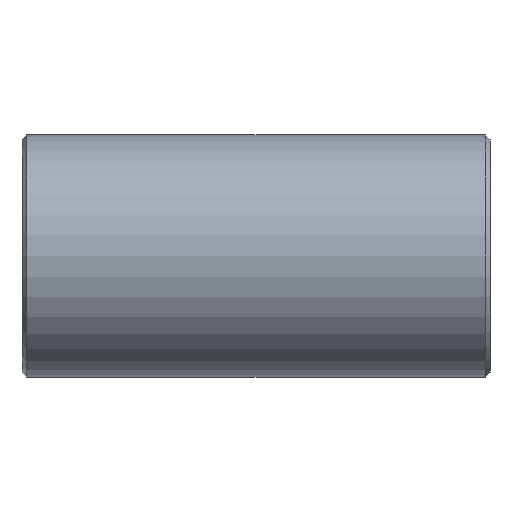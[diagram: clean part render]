
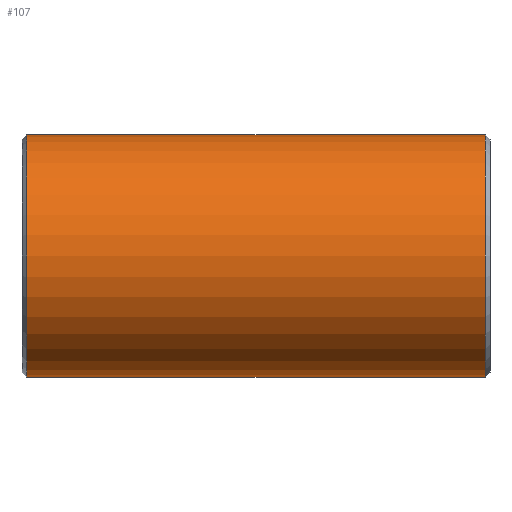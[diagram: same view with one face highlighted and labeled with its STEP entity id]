
A CAD part, front view. The second image highlights one B-rep face of the part: STEP entity #107.
In plain terms, the highlighted cylindrical face has radius 44.45 mm (diameter 88.9 mm), a partial arc.
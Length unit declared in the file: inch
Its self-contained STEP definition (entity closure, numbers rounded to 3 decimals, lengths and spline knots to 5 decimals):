
#3 = EDGE_LOOP ( 'NONE', ( #410, #58, #232, #65 ) ) ;
#41 = CARTESIAN_POINT ( 'NONE',  ( 3.38, 0., 0. ) ) ;
#42 = DIRECTION ( 'NONE',  ( -1., 0., 0. ) ) ;
#58 = ORIENTED_EDGE ( 'NONE', *, *, #589, .T. ) ;
#64 = LINE ( 'NONE', #702, #281 ) ;
#65 = ORIENTED_EDGE ( 'NONE', *, *, #100, .T. ) ;
#70 = VERTEX_POINT ( 'NONE', #555 ) ;
#95 = DIRECTION ( 'NONE',  ( -1., 0., 0. ) ) ;
#100 = EDGE_CURVE ( 'NONE', #613, #574, #297, .T. ) ;
#107 = ADVANCED_FACE ( 'NONE', ( #339 ), #276, .T. ) ;
#120 = DIRECTION ( 'NONE',  ( -1., 0., 0. ) ) ;
#166 = DIRECTION ( 'NONE',  ( 0., 0., 1. ) ) ;
#170 = DIRECTION ( 'NONE',  ( -1., 0., 0. ) ) ;
#225 = VERTEX_POINT ( 'NONE', #450 ) ;
#232 = ORIENTED_EDGE ( 'NONE', *, *, #280, .T. ) ;
#238 = CARTESIAN_POINT ( 'NONE',  ( 3.38, 0., -1.75 ) ) ;
#249 = AXIS2_PLACEMENT_3D ( 'NONE', #41, #42, #754 ) ;
#276 = CYLINDRICAL_SURFACE ( 'NONE', #249, 1.75 ) ;
#280 = EDGE_CURVE ( 'NONE', #225, #613, #64, .T. ) ;
#281 = VECTOR ( 'NONE', #170, 39.37008 ) ;
#290 = DIRECTION ( 'NONE',  ( 0., 0., -1. ) ) ;
#297 = CIRCLE ( 'NONE', #481, 1.75 ) ;
#339 = FACE_OUTER_BOUND ( 'NONE', #3, .T. ) ;
#363 = AXIS2_PLACEMENT_3D ( 'NONE', #417, #120, #290 ) ;
#410 = ORIENTED_EDGE ( 'NONE', *, *, #476, .F. ) ;
#412 = CARTESIAN_POINT ( 'NONE',  ( -3.308, 0., -1.75 ) ) ;
#417 = CARTESIAN_POINT ( 'NONE',  ( 3.308, 0., 0. ) ) ;
#450 = CARTESIAN_POINT ( 'NONE',  ( 3.308, 0., 1.75 ) ) ;
#467 = VECTOR ( 'NONE', #95, 39.37008 ) ;
#476 = EDGE_CURVE ( 'NONE', #70, #574, #592, .T. ) ;
#481 = AXIS2_PLACEMENT_3D ( 'NONE', #565, #566, #166 ) ;
#555 = CARTESIAN_POINT ( 'NONE',  ( 3.308, 0., -1.75 ) ) ;
#565 = CARTESIAN_POINT ( 'NONE',  ( -3.308, 0., 0. ) ) ;
#566 = DIRECTION ( 'NONE',  ( 1., 0., 0. ) ) ;
#574 = VERTEX_POINT ( 'NONE', #412 ) ;
#579 = CIRCLE ( 'NONE', #363, 1.75 ) ;
#589 = EDGE_CURVE ( 'NONE', #70, #225, #579, .T. ) ;
#592 = LINE ( 'NONE', #238, #467 ) ;
#594 = CARTESIAN_POINT ( 'NONE',  ( -3.308, 0., 1.75 ) ) ;
#613 = VERTEX_POINT ( 'NONE', #594 ) ;
#702 = CARTESIAN_POINT ( 'NONE',  ( 3.38, 0., 1.75 ) ) ;
#754 = DIRECTION ( 'NONE',  ( 0., 0., 1. ) ) ;
